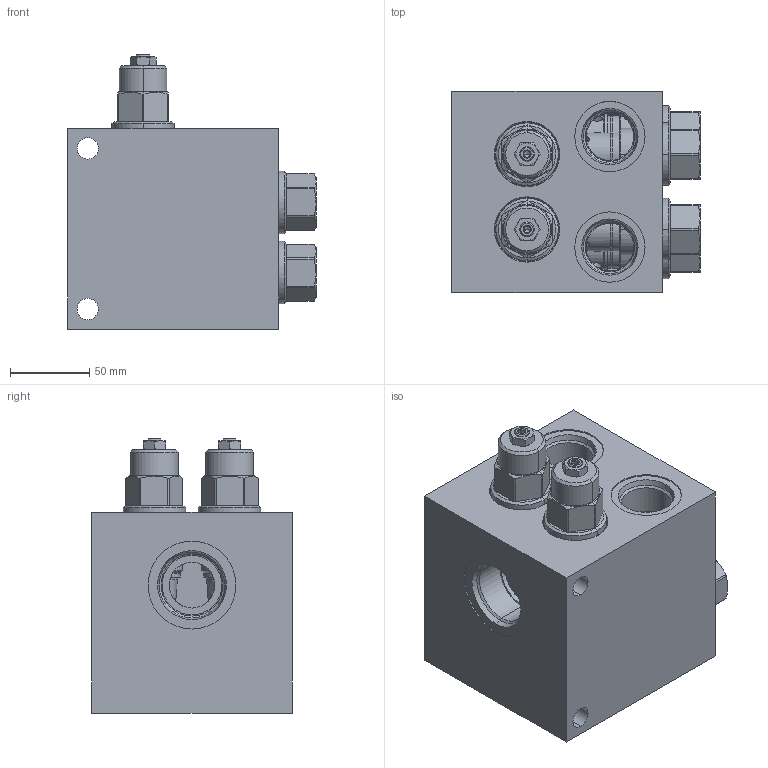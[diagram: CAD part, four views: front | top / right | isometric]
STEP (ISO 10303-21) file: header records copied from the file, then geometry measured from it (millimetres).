
FILE_DESCRIPTION((''),'2;1');
FILE_NAME('YCGPLHNAM_ASM','2024-04-03T',('ProEService'),(''),'PRO/ENGINEER BY PARAMETRIC TECHNOLOGY CORPORATION, 2014200','PRO/ENGINEER BY PARAMETRIC TECHNOLOGY CORPORATION, 2014200','');
FILE_SCHEMA(('CONFIG_CONTROL_DESIGN'));
Length unit declared in the file: inch
Products named in the file (5): 151-180-003; CBGALHN; CXGDXAN; CXHAXAN; YCGPLHNAM_ASM
Assembly tree (7 placements, depth 2):
  YCGPLHNAM_ASM
    151-180-003
    CBGALHN  x2
    CXGDXAN  x2
    CXHAXAN  x2
Bounding box: 157.18 x 127 x 173.46 mm (x, y, z)
Volume: 1949301.2 mm3; surface area: 294351.2 mm2
Topology: 21 solids, 23 shells, 1423 faces, 3728 edges, 2584 vertices
Faces by surface type: cylinder 568, plane 313, cone 312, torus 170, revolution 56, sphere 4
Entity records: 31600 total; most frequent: CARTESIAN_POINT 10152, DIRECTION 4678, ORIENTED_EDGE 3790, EDGE_CURVE 1895, AXIS2_PLACEMENT_3D 1779, VERTEX_POINT 1141, VECTOR 1092, LINE 1092
